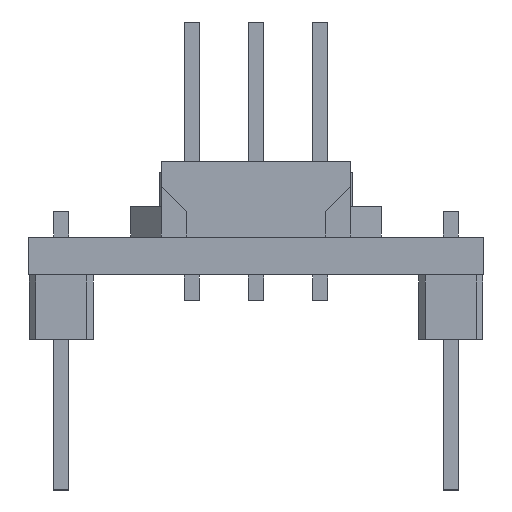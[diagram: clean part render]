
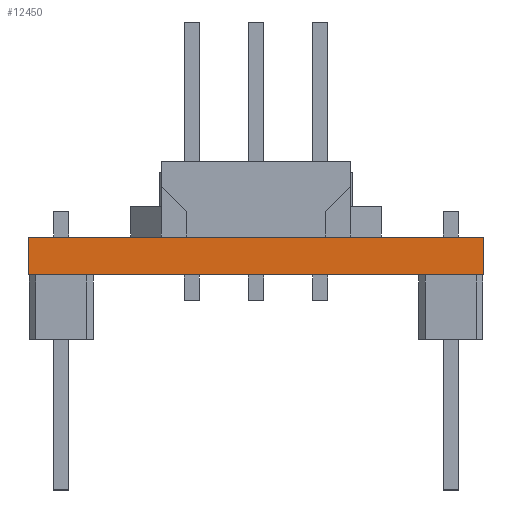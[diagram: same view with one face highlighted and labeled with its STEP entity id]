
A CAD part, front view. The second image highlights one B-rep face of the part: STEP entity #12450.
In plain terms, the highlighted face is planar.
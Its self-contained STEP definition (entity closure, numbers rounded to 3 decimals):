
#105=PLANE('',#13170);
#807=FACE_OUTER_BOUND('',#1510,.T.);
#1510=EDGE_LOOP('',(#8605,#8606,#8607,#8608,#8609,#8610));
#2293=LINE('',#17059,#4035);
#2298=LINE('',#17069,#4040);
#2299=LINE('',#17071,#4041);
#2300=LINE('',#17073,#4042);
#2301=LINE('',#17075,#4043);
#2302=LINE('',#17076,#4044);
#4035=VECTOR('',#13892,1.);
#4040=VECTOR('',#13901,1.);
#4041=VECTOR('',#13902,1.);
#4042=VECTOR('',#13903,1.);
#4043=VECTOR('',#13904,1.);
#4044=VECTOR('',#13905,1.);
#5784=VERTEX_POINT('',#17056);
#5785=VERTEX_POINT('',#17058);
#5788=VERTEX_POINT('',#17068);
#5789=VERTEX_POINT('',#17070);
#5790=VERTEX_POINT('',#17072);
#5791=VERTEX_POINT('',#17074);
#6849=EDGE_CURVE('',#5785,#5784,#2293,.T.);
#6854=EDGE_CURVE('',#5784,#5788,#2298,.T.);
#6855=EDGE_CURVE('',#5788,#5789,#2299,.T.);
#6856=EDGE_CURVE('',#5789,#5790,#2300,.T.);
#6857=EDGE_CURVE('',#5791,#5790,#2301,.T.);
#6858=EDGE_CURVE('',#5785,#5791,#2302,.T.);
#8605=ORIENTED_EDGE('',*,*,#6849,.T.);
#8606=ORIENTED_EDGE('',*,*,#6854,.T.);
#8607=ORIENTED_EDGE('',*,*,#6855,.T.);
#8608=ORIENTED_EDGE('',*,*,#6856,.T.);
#8609=ORIENTED_EDGE('',*,*,#6857,.F.);
#8610=ORIENTED_EDGE('',*,*,#6858,.F.);
#12450=ADVANCED_FACE('',(#807),#105,.T.);
#13170=AXIS2_PLACEMENT_3D('',#17067,#13899,#13900);
#13892=DIRECTION('',(0.,0.,1.));
#13899=DIRECTION('center_axis',(1.,0.,0.));
#13900=DIRECTION('ref_axis',(0.,-1.,0.));
#13901=DIRECTION('',(0.,-1.,0.));
#13902=DIRECTION('',(0.,-1.,0.));
#13903=DIRECTION('',(0.,-1.,0.));
#13904=DIRECTION('',(0.,0.,1.));
#13905=DIRECTION('',(0.,-1.,0.));
#17056=CARTESIAN_POINT('',(33.575,15.406,-0.9));
#17058=CARTESIAN_POINT('',(33.575,15.406,-2.4));
#17059=CARTESIAN_POINT('',(33.575,15.406,-2.4));
#17067=CARTESIAN_POINT('Origin',(33.575,15.406,-2.4));
#17068=CARTESIAN_POINT('',(33.575,9.156,-0.9));
#17069=CARTESIAN_POINT('',(33.575,15.406,-0.9));
#17070=CARTESIAN_POINT('',(33.575,3.656,-0.9));
#17071=CARTESIAN_POINT('',(33.575,15.406,-0.9));
#17072=CARTESIAN_POINT('',(33.575,-2.594,-0.9));
#17073=CARTESIAN_POINT('',(33.575,15.406,-0.9));
#17074=CARTESIAN_POINT('',(33.575,-2.594,-2.4));
#17075=CARTESIAN_POINT('',(33.575,-2.594,-2.4));
#17076=CARTESIAN_POINT('',(33.575,15.406,-2.4));
